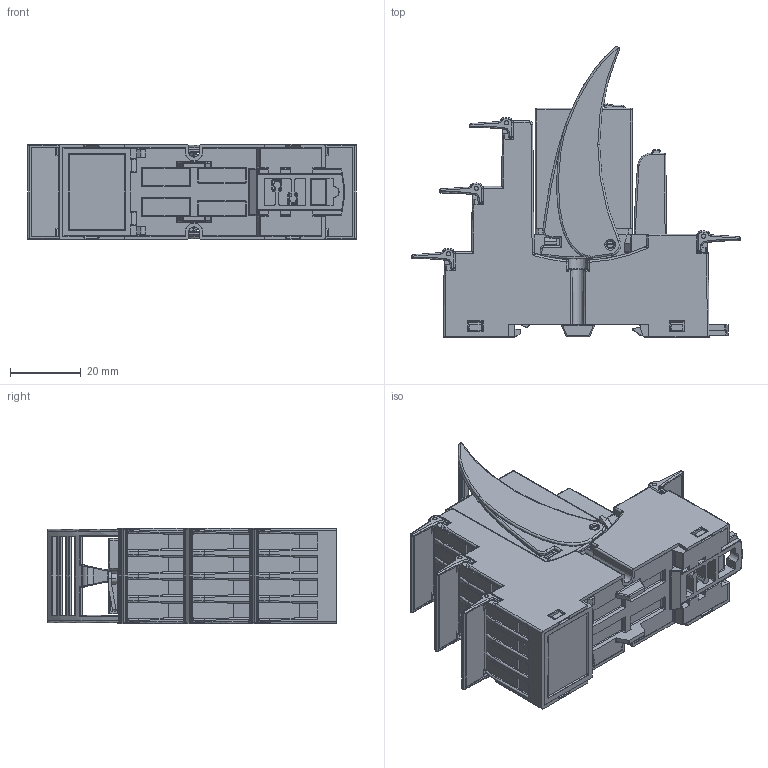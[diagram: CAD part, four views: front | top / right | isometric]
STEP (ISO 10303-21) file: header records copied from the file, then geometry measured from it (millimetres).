
FILE_DESCRIPTION (( 'STEP AP214' ), '1' );
FILE_NAME ('GZM2.STEP', '2014-10-08T12:39:40', ( '' ), ( '' ), 'SwSTEP 2.0', 'SolidWorks 2012', '' );
FILE_SCHEMA (( 'AUTOMOTIVE_DESIGN' ));
Products named in the file (9): GZT4-0015 - Wkrêt krzy¿owy M3x8; GZM-2000.1 Zaczep na szynê DIN; GZT4-0015 - Wkrêt krzy¿owy M3x8-1; GZT4-0040 - Obejma wyrzutnikowa; Modu³; R2N; GZT4-0035 - P³ytka opisowa zacisków; Podstawa GZM2; GZM2
Assembly tree (24 placements, depth 2):
  GZT4-0015 - Wkrêt krzy¿owy M3x8-1
  GZM2
    Podstawa GZM2
    GZT4-0035 - P³ytka opisowa zacisków  x4
    R2N
    Modu³
    GZT4-0040 - Obejma wyrzutnikowa
    GZM-2000.1 Zaczep na szynê DIN
    GZT4-0015 - Wkrêt krzy¿owy M3x8  x15
Bounding box: 92.87 x 81.87 x 27 mm (x, y, z)
Volume: 84380.4 mm3; surface area: 38983.6 mm2
Topology: 25 solids, 40 shells, 4515 faces, 11263 edges, 6738 vertices
Faces by surface type: plane 1798, cylinder 1235, bspline 628, torus 522, sphere 212, cone 120
Entity records: 94338 total; most frequent: CARTESIAN_POINT 28636, ORIENTED_EDGE 14404, DIRECTION 12574, EDGE_CURVE 7202, VERTEX_POINT 4525, LINE 4374, VECTOR 4374, AXIS2_PLACEMENT_3D 4100
